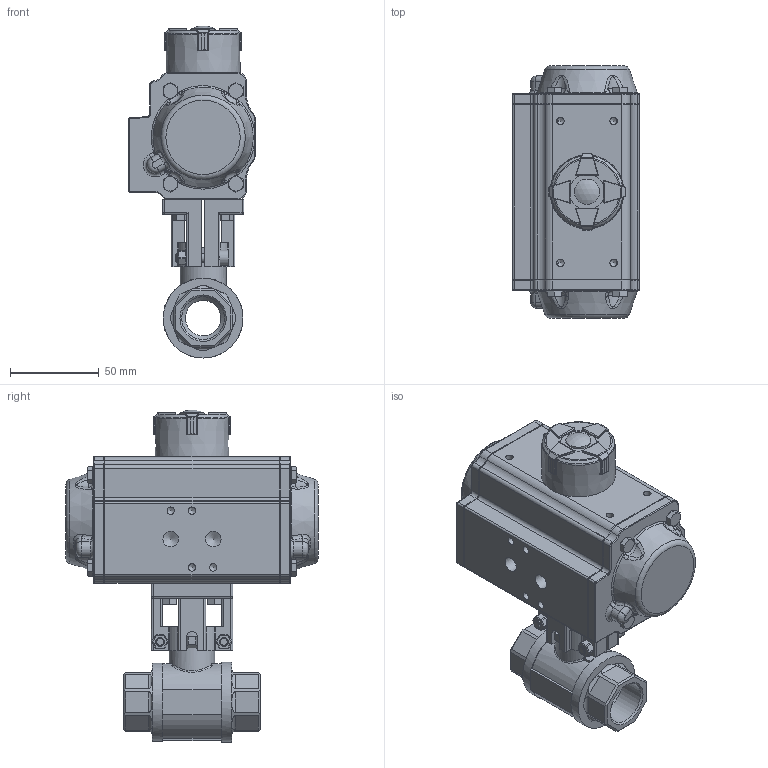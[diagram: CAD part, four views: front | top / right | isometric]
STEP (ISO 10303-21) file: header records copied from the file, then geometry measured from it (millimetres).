
FILE_DESCRIPTION(/* description */ ('Unknown'),/* implementation_level */ '2;1');
FILE_NAME(/* name */ 'DW02 0852-05',/* time_stamp */ '2022-10-20T12:14:07+02:00',/* author */ ('Unknown'),/* organization */ ('Unknown'),/* preprocessor_version */ 'ST-DEVELOPER v16.7',/* originating_system */ 'Solid Edge',/* authorisation */ 'Unknown');
FILE_SCHEMA (('AUTOMOTIVE_DESIGN {1 0 10303 214 3 1 1}'));
Length unit declared in the file: millimetre
Products named in the file (12): DW20-2.852.020; 2.852.020; Backen F03_F04, Durchmesser 26; DIN558 M5x14; DIN912_M5x25; DIN934_M5; DW02_FR01_(DW20_FR15); KP-50; cup head square neck bolts grade b gb_GB_FASTENER_BOLT_CHSNBSHB M6X25
-N; ________(___________; _____________; ______
Assembly tree (19 placements, depth 3):
  DW20-2.852.020
    2.852.020
    Backen F03_F04, Durchmesser 26  x2
    DIN558 M5x14  x4
    DIN912_M5x25  x2
    DIN934_M5  x2
    DW02_FR01_(DW20_FR15)
      KP-50
      cup head square neck bolts grade b gb_GB_FASTENER_BOLT_CHSNBSHB M6X25
-N
      ________(___________  x2
      _____________  x2
      ______
Bounding box: 71.5 x 142.2 x 187.32 mm (x, y, z)
Volume: 681312.9 mm3; surface area: 95907.9 mm2
Topology: 18 solids, 18 shells, 1306 faces, 3228 edges, 1959 vertices
Faces by surface type: plane 536, cylinder 370, cone 155, bspline 134, torus 97, sphere 14
Full cylindrical faces by diameter (mm): 2.1 x2, 3 x16, 3.3 x8, 4.134 x4, 4.2 x12, 5 x15, 6 x1, 6.2 x1, 8.5 x2, 8.8 x2, 11.7 x1, 13.9 x1, 14.2 x1, 15.9 x1, 20 x2, 23.5 x1, 24.117 x2, 26 x1, 38.5 x1, 44 x1, 45 x1
Entity records: 36745 total; most frequent: CARTESIAN_POINT 11663, DIRECTION 4850, ORIENTED_EDGE 4794, EDGE_CURVE 2397, AXIS2_PLACEMENT_3D 1836, VERTEX_POINT 1529, FACE_BOUND 1234, EDGE_LOOP 1215
